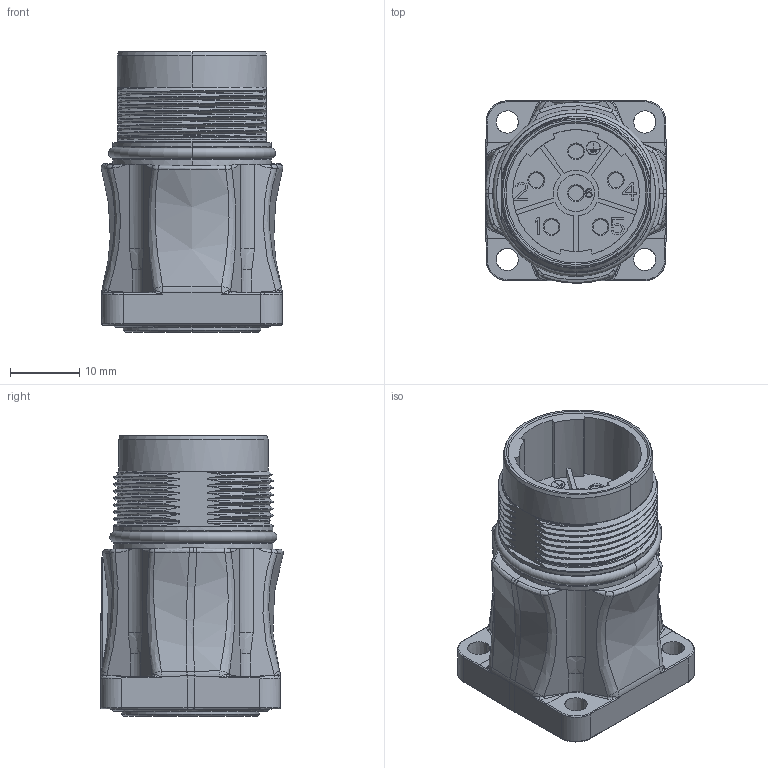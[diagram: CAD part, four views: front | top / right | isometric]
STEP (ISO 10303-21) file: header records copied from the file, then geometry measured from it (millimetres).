
FILE_DESCRIPTION((''),'2;1');
FILE_NAME('SF-5EP1N8AWA00_1605520','2013-10-30T',('feitelbuss'),(''),'PRO/ENGINEER BY PARAMETRIC TECHNOLOGY CORPORATION, 2012480','PRO/ENGINEER BY PARAMETRIC TECHNOLOGY CORPORATION, 2012480','');
FILE_SCHEMA(('AUTOMOTIVE_DESIGN { 1 0 10303 214 1 1 1 1 }'));
Length unit declared in the file: millimetre
Products named in the file (1): SF-5EP1N8AWA00_1605520
Bounding box: 26.17 x 26.3 x 40.42 mm (x, y, z)
Volume: 15650.5 mm3; surface area: 5738.2 mm2
Topology: 1 solids, 1 shells, 635 faces, 1643 edges, 1029 vertices
Faces by surface type: plane 304, bspline 187, cylinder 95, cone 39, torus 8, revolution 2
Entity records: 29551 total; most frequent: CARTESIAN_POINT 15432, ORIENTED_EDGE 3270, DIRECTION 2304, EDGE_CURVE 1635, VERTEX_POINT 1029, VECTOR 882, LINE 882, AXIS2_PLACEMENT_3D 710
